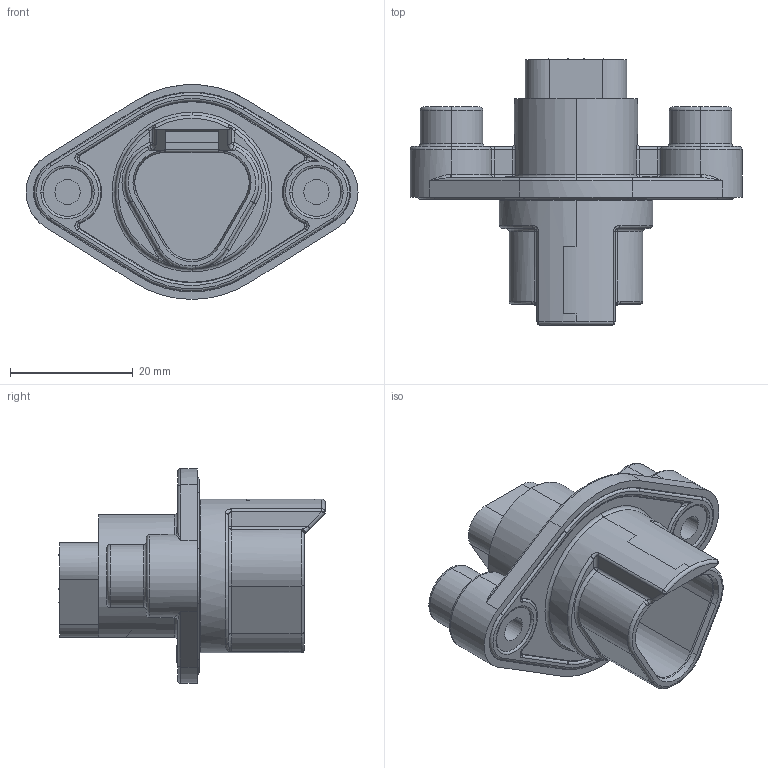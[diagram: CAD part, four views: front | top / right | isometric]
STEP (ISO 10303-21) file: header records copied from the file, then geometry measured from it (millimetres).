
FILE_DESCRIPTION((''),'2;1');
FILE_NAME('AT04-3P-PM05_ASM','2014-07-30T',('orion.li'),(''),'PRO/ENGINEER BY PARAMETRIC TECHNOLOGY CORPORATION, 2013230','PRO/ENGINEER BY PARAMETRIC TECHNOLOGY CORPORATION, 2013230','');
FILE_SCHEMA(('CONFIG_CONTROL_DESIGN'));
Length unit declared in the file: millimetre
Products named in the file (3): PL000297; RB000199; AT04-3P-PM05_ASM
Assembly tree (2 placements, depth 2):
  AT04-3P-PM05_ASM
    PL000297
    RB000199
Bounding box: 54 x 43.3 x 34.95 mm (x, y, z)
Volume: 12647.1 mm3; surface area: 11060.4 mm2
Topology: 3 solids, 6 shells, 800 faces, 2100 edges, 1320 vertices
Faces by surface type: plane 464, cylinder 168, torus 85, bspline 27, sphere 26, extrusion 18, cone 12
Entity records: 27195 total; most frequent: CARTESIAN_POINT 7464, ORIENTED_EDGE 4130, DIRECTION 4038, EDGE_CURVE 2069, VECTOR 1388, LINE 1370, AXIS2_PLACEMENT_3D 1325, VERTEX_POINT 1320
